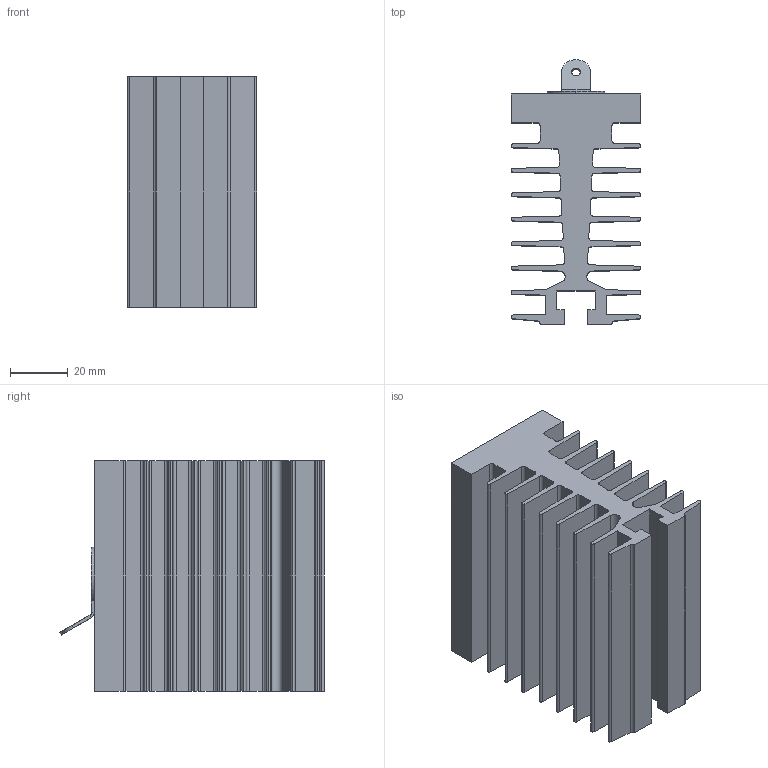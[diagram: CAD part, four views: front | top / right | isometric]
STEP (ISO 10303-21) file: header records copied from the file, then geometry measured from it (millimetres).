
FILE_DESCRIPTION (( 'STEP AP214' ), '1' );
FILE_NAME ('O231.STEP', '2021-04-19T07:21:33', ( '' ), ( '' ), 'SwSTEP 2.0', 'SolidWorks 2018', '' );
FILE_SCHEMA (( 'AUTOMOTIVE_DESIGN' ));
Length unit declared in the file: millimetre
Products named in the file (1): O231
Bounding box: 45 x 92.08 x 80 mm (x, y, z)
Volume: 137069.7 mm3; surface area: 65263 mm2
Topology: 2 solids, 2 shells, 149 faces, 423 edges, 277 vertices
Faces by surface type: plane 76, cylinder 69, cone 4
Entity records: 6537 total; most frequent: DIRECTION 861, CARTESIAN_POINT 848, ORIENTED_EDGE 842, EDGE_CURVE 421, AXIS2_PLACEMENT_3D 290, VECTOR 281, LINE 281, VERTEX_POINT 277
